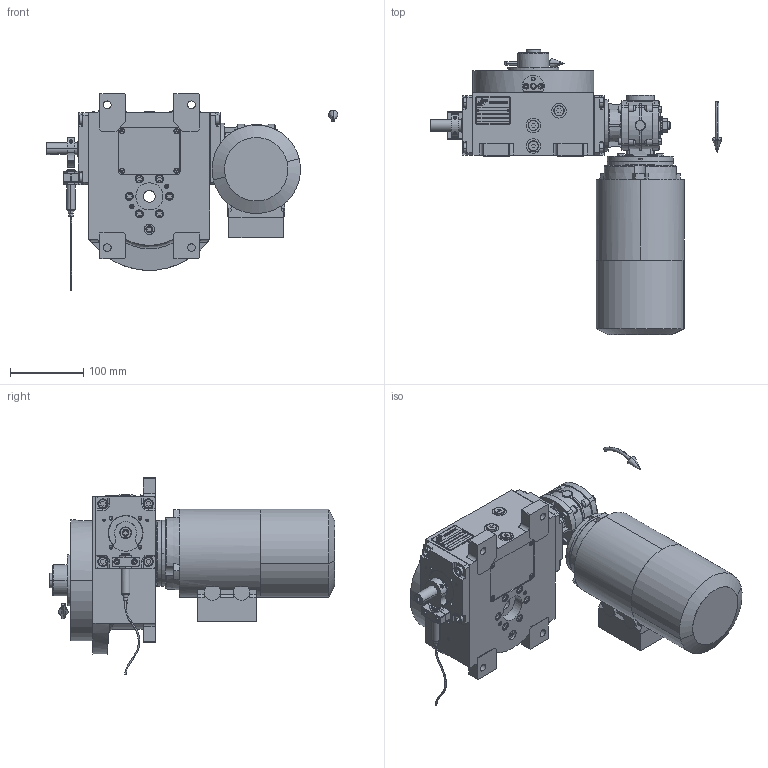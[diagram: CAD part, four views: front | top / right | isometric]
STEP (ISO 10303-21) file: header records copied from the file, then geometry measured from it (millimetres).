
FILE_DESCRIPTION (( 'STEP AP203' ), '1' );
FILE_NAME ('PC5200457.step', '2024-06-28T12:02:21', ( '' ), ( '' ), 'SwSTEP 2.0', 'SolidWorks 2020', '' );
FILE_SCHEMA (( 'CONFIG_CONTROL_DESIGN' ));
Length unit declared in the file: millimetre
Products named in the file (88): rig04_004; cfn2070_05_001; cfn2000_01_129; cfn2000_01_147; PC5200457; cfn2155_01_055; rig04_001_a_001; cfn2107_01_001; cfn2155_01_186; cfn2003_01_063; 900_38_30_003; CFN2155_01_007.stp; AS_rig04_071_8_m; BM63B14; olio_agip_blasia_150; cfn2115_01_001; cfn2104_01_002; cfn2000_01_151; RIG06_021_AF0.stp; rig04_014; cfn2128_04_011; rig04_003_8; CFN2223_01-390X6-B.stp; CFN2000_01_185.stp; freccia_angolare; cfn2104_01_016; rig04_002_bl; cfn2151_01_092; AS_900_38_30_003; AS_rig04_002_bl; cfn2000_01_161; CFN2010_02_002.stp; AS_rig04_015; rig04_015; RIG04_005_AF0.stp; CFN2010_01_006.stp; cfn2010_01_015.prt; 900_38_11_06_4; CFN2356_03_051.stp; AS_rig04_004 ...
Assembly tree (79 placements, depth 5):
  PC5200457
    rig04_001_a_001
    AS_cfn2476_01_001_48x38
      cfn2476_01_001_48x38
      cfn2107_01_001
      cfn2107_01_001
    AS_rig04_071_8_m
      rig04_071_8_m.stp
        RIG04_005_ASM.stp
          RIG04_005_AF0.stp
          RIG06_021_AF0.stp
          CFN2000_01_185.stp
          CFN2000_01_185.stp
          CFN2104_02_017.stp
        CFN2155_01_007.stp
        CFN2010_02_002.stp
      rig04_003_8
      cfn2000_01_147
      cfn2000_01_147
      cfn2000_01_147
      cfn2000_01_147
      cfn2000_01_147
      cfn2000_01_147
      cfn2000_01_147
      cfn2000_01_147
      cfn2104_01_016  x2
    AS_rig04_014
      rig04_014
      cfn2000_01_151
      cfn2000_01_151
      cfn2000_01_151
      cfn2000_01_151
      cfn2000_01_151
      cfn2000_01_151
      cfn2155_01_186
      cfn2104_01_002
      cfn2104_01_002
    AS_rig04_004
      rig04_004
      cfn2155_01_055
      cfn2070_05_001
      cfn2000_01_129  x2
      cfn2000_01_129
      cfn2000_01_129
    AS_rig04_004
      rig04_004
      cfn2155_01_055
      cfn2070_05_001
      cfn2000_01_129  x2
      cfn2000_01_129
      cfn2000_01_129
    AS_rig04_002_bl
      rig04_002_bl
      cfn2115_01_001
    cfn2128_04_011
    cfn2128_04_011
    cfn2128_04_011
    cfn2128_05_006
    AS_rig04_015
      rig04_015
Bounding box: 398.5 x 390.49 x 268.07 mm (x, y, z)
Volume: 4471365.4 mm3; surface area: 622957.3 mm2
Topology: 81 solids, 83 shells, 3200 faces, 7791 edges, 4963 vertices
Faces by surface type: plane 1590, cylinder 1005, cone 477, torus 111, bspline 11, sphere 6
Entity records: 107994 total; most frequent: CARTESIAN_POINT 25038, DIRECTION 15598, ORIENTED_EDGE 15008, EDGE_CURVE 7506, AXIS2_PLACEMENT_3D 5557, VERTEX_POINT 4847, LINE 4484, VECTOR 4484
